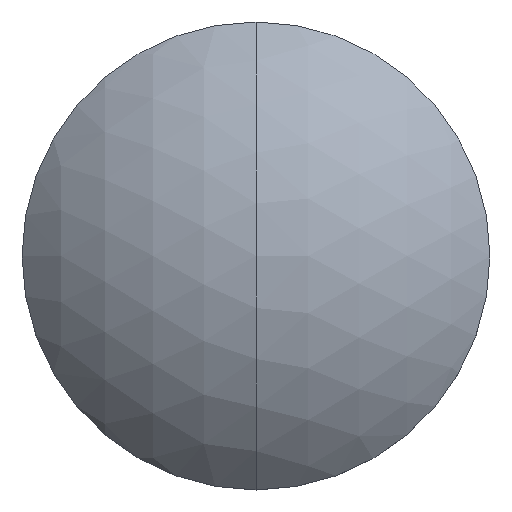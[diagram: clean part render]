
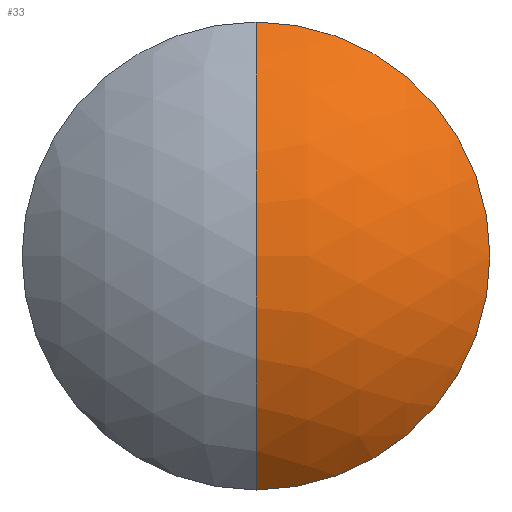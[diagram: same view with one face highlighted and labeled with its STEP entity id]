
A CAD part, top view. The second image highlights one B-rep face of the part: STEP entity #33.
In plain terms, the highlighted spherical face has radius 17.35 mm.
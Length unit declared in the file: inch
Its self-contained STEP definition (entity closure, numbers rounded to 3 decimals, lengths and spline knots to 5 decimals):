
#10 = VERTEX_POINT ( 'NONE', #105 ) ;
#20 = EDGE_LOOP ( 'NONE', ( #34, #37, #31 ) ) ;
#30 = EDGE_CURVE ( 'NONE', #36, #10, #261, .T. ) ;
#31 = ORIENTED_EDGE ( 'NONE', *, *, #65, .F. ) ;
#33 = ADVANCED_FACE ( 'NONE', ( #247 ), #157, .T. ) ;
#34 = ORIENTED_EDGE ( 'NONE', *, *, #35, .F. ) ;
#35 = EDGE_CURVE ( 'NONE', #36, #57, #156, .T. ) ;
#36 = VERTEX_POINT ( 'NONE', #197 ) ;
#37 = ORIENTED_EDGE ( 'NONE', *, *, #30, .T. ) ;
#57 = VERTEX_POINT ( 'NONE', #196 ) ;
#65 = EDGE_CURVE ( 'NONE', #57, #10, #189, .T. ) ;
#105 = CARTESIAN_POINT ( 'NONE',  ( 0., -0.5, -0.06965 ) ) ;
#148 = DIRECTION ( 'NONE',  ( 0., 0., 1. ) ) ;
#149 = DIRECTION ( 'NONE',  ( -1., 0., 0. ) ) ;
#150 = CARTESIAN_POINT ( 'NONE',  ( 0., 0., -0.53504 ) ) ;
#151 = AXIS2_PLACEMENT_3D ( 'NONE', #150, #149, #148 ) ;
#152 = DIRECTION ( 'NONE',  ( 0., 1., 0. ) ) ;
#153 = DIRECTION ( 'NONE',  ( 1., 0., 0. ) ) ;
#154 = CARTESIAN_POINT ( 'NONE',  ( 0., 0., -0.53504 ) ) ;
#155 = AXIS2_PLACEMENT_3D ( 'NONE', #154, #153, #152 ) ;
#156 = CIRCLE ( 'NONE', #151, 0.68307 ) ;
#157 = SPHERICAL_SURFACE ( 'NONE', #155, 0.68307 ) ;
#185 = DIRECTION ( 'NONE',  ( 0., 1., 0. ) ) ;
#186 = DIRECTION ( 'NONE',  ( 0., 0., -1. ) ) ;
#187 = CARTESIAN_POINT ( 'NONE',  ( 0., 0., -0.06965 ) ) ;
#188 = AXIS2_PLACEMENT_3D ( 'NONE', #187, #186, #185 ) ;
#189 = CIRCLE ( 'NONE', #188, 0.5 ) ;
#196 = CARTESIAN_POINT ( 'NONE',  ( 0., 0.5, -0.06965 ) ) ;
#197 = CARTESIAN_POINT ( 'NONE',  ( 0., 0., 0.14803 ) ) ;
#247 = FACE_OUTER_BOUND ( 'NONE', #20, .T. ) ;
#253 = DIRECTION ( 'NONE',  ( 0., 1., 0. ) ) ;
#254 = DIRECTION ( 'NONE',  ( 1., 0., 0. ) ) ;
#255 = CARTESIAN_POINT ( 'NONE',  ( 0., 0., -0.53504 ) ) ;
#256 = AXIS2_PLACEMENT_3D ( 'NONE', #255, #254, #253 ) ;
#261 = CIRCLE ( 'NONE', #256, 0.68307 ) ;
